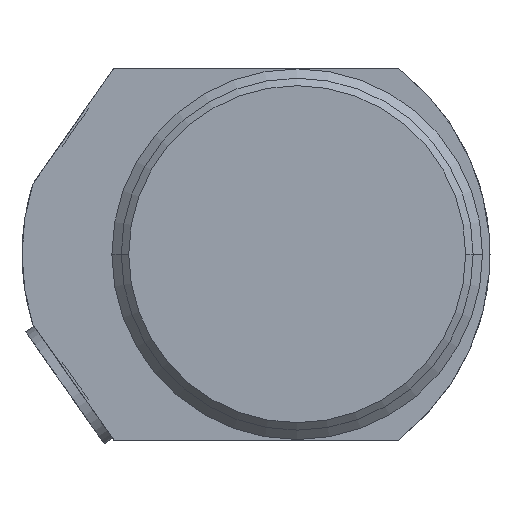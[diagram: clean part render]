
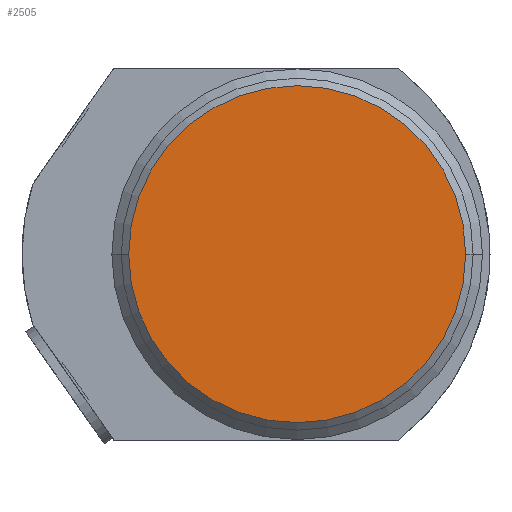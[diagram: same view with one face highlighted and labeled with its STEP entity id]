
A CAD part, left-side view. The second image highlights one B-rep face of the part: STEP entity #2505.
In plain terms, the highlighted planar face has unit normal (-1, 0, 0).
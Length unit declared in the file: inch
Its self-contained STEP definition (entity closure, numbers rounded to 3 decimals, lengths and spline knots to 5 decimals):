
#1256=CARTESIAN_POINT('',(-2.5,-0.165,0.));
#1257=DIRECTION('',(-1.,0.,0.));
#1258=DIRECTION('',(0.,1.,0.));
#1259=AXIS2_PLACEMENT_3D('',#1256,#1257,#1258);
#1286=CARTESIAN_POINT('',(-2.5,-0.165,0.));
#1287=DIRECTION('',(1.,0.,0.));
#1288=DIRECTION('',(0.,1.,0.));
#1289=AXIS2_PLACEMENT_3D('',#1286,#1287,#1288);
#1560=CARTESIAN_POINT('',(-2.5,0.51,0.));
#1561=CARTESIAN_POINT('',(-2.5,-0.84,0.));
#1562=VERTEX_POINT('',#1560);
#1563=VERTEX_POINT('',#1561);
#2495=CARTESIAN_POINT('',(-2.5,0.,0.));
#2496=DIRECTION('',(1.,0.,0.));
#2497=DIRECTION('',(0.,0.,-1.));
#2498=AXIS2_PLACEMENT_3D('',#2495,#2496,#2497);
#2499=PLANE('',#2498);
#2500=ORIENTED_EDGE('',*,*,#2485,.F.);
#2502=ORIENTED_EDGE('',*,*,#2501,.T.);
#2503=EDGE_LOOP('',(#2500,#2502));
#2504=FACE_OUTER_BOUND('',#2503,.F.);
#2505=ADVANCED_FACE('',(#2504),#2499,.F.);
#1260=CIRCLE('',#1259,0.675);
#1290=CIRCLE('',#1289,0.675);
#2485=EDGE_CURVE('',#1562,#1563,#1260,.T.);
#2501=EDGE_CURVE('',#1562,#1563,#1290,.T.);
